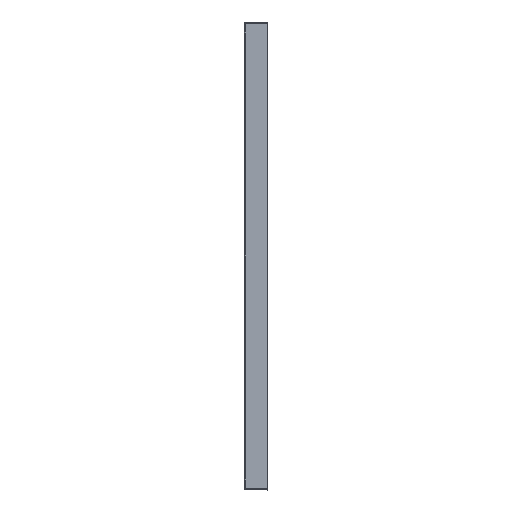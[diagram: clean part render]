
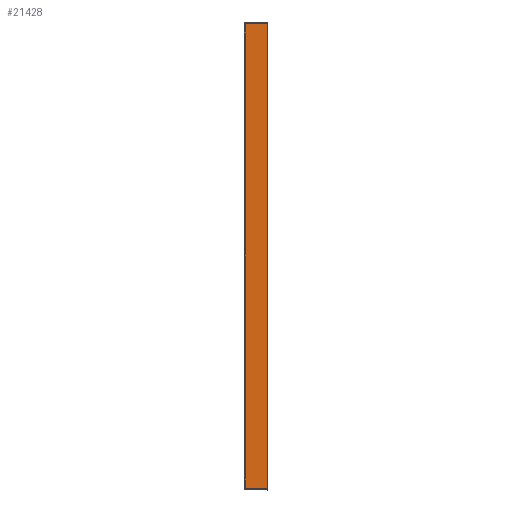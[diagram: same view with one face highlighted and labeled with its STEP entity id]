
A CAD part, left-side view. The second image highlights one B-rep face of the part: STEP entity #21428.
In plain terms, the highlighted planar face has unit normal (-0.999, 0.035, 0).
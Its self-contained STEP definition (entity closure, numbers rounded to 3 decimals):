
#388=CARTESIAN_POINT('',(-800.,-40.,435.501));
#390=DIRECTION('',(0.,0.,-1.));
#391=VECTOR('',#390,796.002);
#392=CARTESIAN_POINT('',(-800.,-40.,435.501));
#393=LINE('',#392,#391);
#394=DIRECTION('',(0.035,0.999,0.035));
#395=VECTOR('',#394,38.115);
#396=CARTESIAN_POINT('',(-800.,-40.,
-360.501));
#397=LINE('',#396,#395);
#398=CARTESIAN_POINT('',(-798.671,-1.932,
-359.172));
#399=CARTESIAN_POINT('',(-798.671,-1.938,
-350.528));
#400=CARTESIAN_POINT('',(-798.671,-1.955,
-329.063));
#401=CARTESIAN_POINT('',(-798.672,-1.978,
-293.506));
#402=CARTESIAN_POINT('',(-798.673,-1.986,
-266.592));
#403=CARTESIAN_POINT('',(-798.673,-1.986,
-252.5));
#405=CARTESIAN_POINT('',(-798.673,-1.986,
-252.5));
#406=CARTESIAN_POINT('',(-798.673,-1.986,
-221.008));
#407=CARTESIAN_POINT('',(-798.672,-1.97,
-158.125));
#408=CARTESIAN_POINT('',(-798.671,-1.933,
-61.458));
#409=CARTESIAN_POINT('',(-798.67,-1.924,3.716));
#410=CARTESIAN_POINT('',(-798.671,-1.93,37.5));
#412=DIRECTION('',(0.,0.,1.));
#413=VECTOR('',#412,290.);
#414=CARTESIAN_POINT('',(-798.671,-1.93,37.5));
#415=LINE('',#414,#413);
#416=CARTESIAN_POINT('',(-798.673,-1.986,327.5));
#417=CARTESIAN_POINT('',(-798.673,-1.986,339.369));
#418=CARTESIAN_POINT('',(-798.672,-1.98,362.976));
#419=CARTESIAN_POINT('',(-798.672,-1.959,398.533));
#420=CARTESIAN_POINT('',(-798.671,-1.941,422.222));
#421=CARTESIAN_POINT('',(-798.671,-1.932,434.172));
#423=DIRECTION('',(-0.035,-0.999,0.035));
#424=VECTOR('',#423,38.115);
#425=CARTESIAN_POINT('',(-798.671,-1.932,434.172));
#426=LINE('',#425,#424);
#20293=CARTESIAN_POINT('',(-798.671,-1.932,
434.172));
#20294=VERTEX_POINT('',#20293);
#20295=VERTEX_POINT('',#388);
#20296=CARTESIAN_POINT('',(-800.,-40.,
-360.501));
#20297=VERTEX_POINT('',#20296);
#20298=CARTESIAN_POINT('',(-798.671,-1.932,
-359.172));
#20299=VERTEX_POINT('',#20298);
#20300=VERTEX_POINT('',#403);
#20301=VERTEX_POINT('',#410);
#20302=CARTESIAN_POINT('',(-798.673,-1.986,
327.5));
#20303=VERTEX_POINT('',#20302);
#21409=CARTESIAN_POINT('',(-799.335,-20.964,37.5));
#21410=DIRECTION('',(0.999,-0.035,0.));
#21411=DIRECTION('',(0.035,0.999,0.));
#21412=AXIS2_PLACEMENT_3D('',#21409,#21410,#21411);
#21413=PLANE('',#21412);
#21414=ORIENTED_EDGE('',*,*,#20781,.T.);
#21416=ORIENTED_EDGE('',*,*,#21415,.T.);
#21418=ORIENTED_EDGE('',*,*,#21417,.T.);
#21420=ORIENTED_EDGE('',*,*,#21419,.T.);
#21422=ORIENTED_EDGE('',*,*,#21421,.T.);
#21424=ORIENTED_EDGE('',*,*,#21423,.T.);
#21425=ORIENTED_EDGE('',*,*,#21402,.T.);
#21426=EDGE_LOOP('',(#21414,#21416,#21418,#21420,#21422,#21424,#21425));
#21427=FACE_OUTER_BOUND('',#21426,.F.);
#21428=ADVANCED_FACE('',(#21427),#21413,.F.);
#404=B_SPLINE_CURVE_WITH_KNOTS('',3,(#398,#399,#400,#401,#402,#403),
.UNSPECIFIED.,.F.,.F.,(4,1,1,4),(0.,0.243,0.604,1.),
.UNSPECIFIED.);
#411=B_SPLINE_CURVE_WITH_KNOTS('',3,(#405,#406,#407,#408,#409,#410),
.UNSPECIFIED.,.F.,.F.,(4,1,1,4),(0.,0.326,0.651,1.),
.UNSPECIFIED.);
#422=B_SPLINE_CURVE_WITH_KNOTS('',3,(#416,#417,#418,#419,#420,#421),
.UNSPECIFIED.,.F.,.F.,(4,1,1,4),(0.,0.334,0.664,1.),
.UNSPECIFIED.);
#20781=EDGE_CURVE('',#20295,#20297,#393,.T.);
#21402=EDGE_CURVE('',#20294,#20295,#426,.T.);
#21415=EDGE_CURVE('',#20297,#20299,#397,.T.);
#21417=EDGE_CURVE('',#20299,#20300,#404,.T.);
#21419=EDGE_CURVE('',#20300,#20301,#411,.T.);
#21421=EDGE_CURVE('',#20301,#20303,#415,.T.);
#21423=EDGE_CURVE('',#20303,#20294,#422,.T.);
